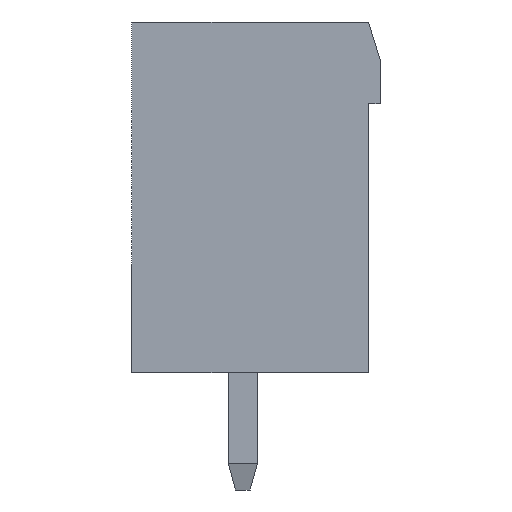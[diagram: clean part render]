
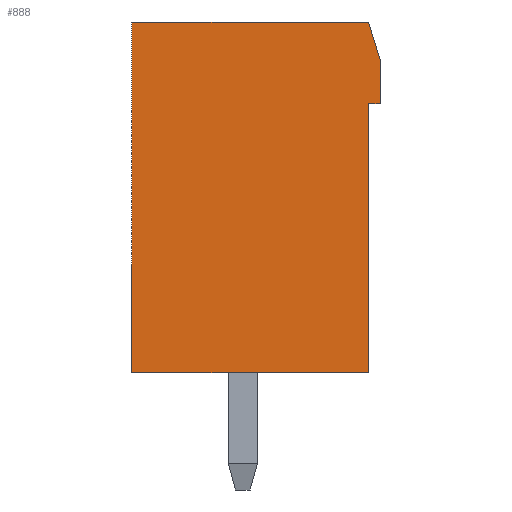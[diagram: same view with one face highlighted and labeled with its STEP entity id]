
A CAD part, left-side view. The second image highlights one B-rep face of the part: STEP entity #888.
In plain terms, the highlighted planar face has unit normal (-1, 0, 0).
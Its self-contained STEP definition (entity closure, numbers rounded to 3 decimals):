
#888 = ADVANCED_FACE( '', ( #2104 ), #2105, .T. );
#2104 = FACE_OUTER_BOUND( '', #3750, .T. );
#2105 = PLANE( '', #3751 );
#3750 = EDGE_LOOP( '', ( #5860, #5861, #5862, #5863, #5864, #5865, #5866 ) );
#3751 = AXIS2_PLACEMENT_3D( '', #5867, #5868, #5869 );
#5860 = ORIENTED_EDGE( '', *, *, #10627, .T. );
#5861 = ORIENTED_EDGE( '', *, *, #10628, .T. );
#5862 = ORIENTED_EDGE( '', *, *, #10629, .T. );
#5863 = ORIENTED_EDGE( '', *, *, #10515, .T. );
#5864 = ORIENTED_EDGE( '', *, *, #10630, .T. );
#5865 = ORIENTED_EDGE( '', *, *, #10631, .T. );
#5866 = ORIENTED_EDGE( '', *, *, #10632, .T. );
#5867 = CARTESIAN_POINT( '', ( -39.1, 0., 0. ) );
#5868 = DIRECTION( '', ( -1., 0., 0. ) );
#5869 = DIRECTION( '', ( 0., 0., 1. ) );
#10515 = EDGE_CURVE( '', #12773, #12771, #12774, .T. );
#10627 = EDGE_CURVE( '', #12966, #12967, #12968, .T. );
#10628 = EDGE_CURVE( '', #12967, #12969, #12970, .T. );
#10629 = EDGE_CURVE( '', #12969, #12773, #12971, .T. );
#10630 = EDGE_CURVE( '', #12771, #12972, #12973, .T. );
#10631 = EDGE_CURVE( '', #12972, #12974, #12975, .T. );
#10632 = EDGE_CURVE( '', #12974, #12966, #12976, .T. );
#12771 = VERTEX_POINT( '', #16025 );
#12773 = VERTEX_POINT( '', #16028 );
#12774 = LINE( '', #16029, #16030 );
#12966 = VERTEX_POINT( '', #16308 );
#12967 = VERTEX_POINT( '', #16309 );
#12968 = LINE( '', #16310, #16311 );
#12969 = VERTEX_POINT( '', #16312 );
#12970 = LINE( '', #16313, #16314 );
#12971 = LINE( '', #16315, #16316 );
#12972 = VERTEX_POINT( '', #16317 );
#12973 = LINE( '', #16318, #16319 );
#12974 = VERTEX_POINT( '', #16320 );
#12975 = LINE( '', #16321, #16322 );
#12976 = LINE( '', #16323, #16324 );
#16025 = CARTESIAN_POINT( '', ( -39.1, -4.05, -6. ) );
#16028 = CARTESIAN_POINT( '', ( -39.1, 4.05, -6. ) );
#16029 = CARTESIAN_POINT( '', ( -39.1, 4.05, -6. ) );
#16030 = VECTOR( '', #19821, 1000. );
#16308 = CARTESIAN_POINT( '', ( -39.1, -4.45, 4.7 ) );
#16309 = CARTESIAN_POINT( '', ( -39.1, -4.05, 6. ) );
#16310 = CARTESIAN_POINT( '', ( -39.1, -4.45, 4.7 ) );
#16311 = VECTOR( '', #19917, 1000. );
#16312 = CARTESIAN_POINT( '', ( -39.1, 4.05, 6. ) );
#16313 = CARTESIAN_POINT( '', ( -39.1, -4.05, 6. ) );
#16314 = VECTOR( '', #19918, 1000. );
#16315 = CARTESIAN_POINT( '', ( -39.1, 4.05, 6. ) );
#16316 = VECTOR( '', #19919, 1000. );
#16317 = CARTESIAN_POINT( '', ( -39.1, -4.05, 3.2 ) );
#16318 = CARTESIAN_POINT( '', ( -39.1, -4.05, -6. ) );
#16319 = VECTOR( '', #19920, 1000. );
#16320 = CARTESIAN_POINT( '', ( -39.1, -4.45, 3.2 ) );
#16321 = CARTESIAN_POINT( '', ( -39.1, -4.05, 3.2 ) );
#16322 = VECTOR( '', #19921, 1000. );
#16323 = CARTESIAN_POINT( '', ( -39.1, -4.45, 3.2 ) );
#16324 = VECTOR( '', #19922, 1000. );
#19821 = DIRECTION( '', ( 0., -1., 0. ) );
#19917 = DIRECTION( '', ( 0., 0.294, 0.956 ) );
#19918 = DIRECTION( '', ( 0., 1., 0. ) );
#19919 = DIRECTION( '', ( 0., 0., -1. ) );
#19920 = DIRECTION( '', ( 0., 0., 1. ) );
#19921 = DIRECTION( '', ( 0., -1., 0. ) );
#19922 = DIRECTION( '', ( 0., 0., 1. ) );
